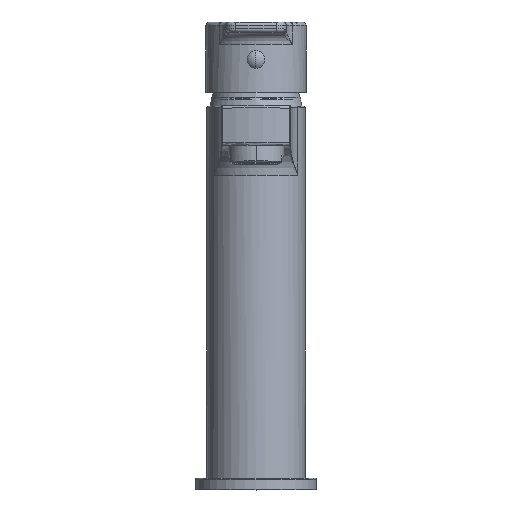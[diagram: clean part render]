
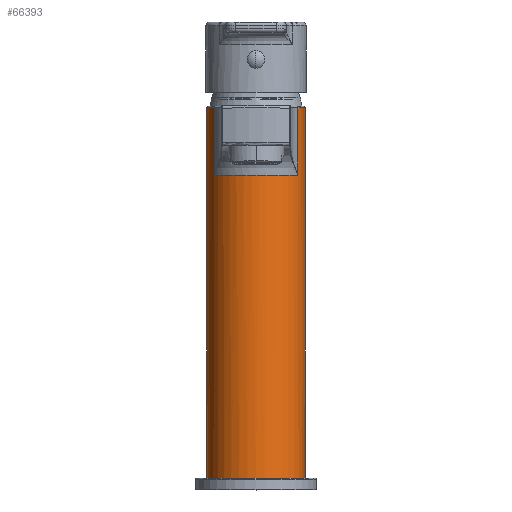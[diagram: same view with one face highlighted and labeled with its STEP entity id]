
A CAD part, top view. The second image highlights one B-rep face of the part: STEP entity #66393.
In plain terms, the highlighted cylindrical face has radius 21.1 mm (diameter 42.2 mm), a partial arc.
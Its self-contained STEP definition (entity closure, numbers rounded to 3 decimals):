
#18305=CARTESIAN_POINT('',(0.,1.,0.));
#18306=DIRECTION('',(0.,1.,0.));
#18307=DIRECTION('',(-1.,0.,0.));
#18308=AXIS2_PLACEMENT_3D('',#18305,#18306,#18307);
#18310=DIRECTION('',(0.,1.,0.));
#18311=VECTOR('',#18310,159.);
#18312=CARTESIAN_POINT('',(-21.1,1.,0.));
#18313=LINE('',#18312,#18311);
#18314=CARTESIAN_POINT('',(0.,160.,0.));
#18315=DIRECTION('',(0.,1.,0.));
#18316=DIRECTION('',(-1.,0.,0.));
#18317=AXIS2_PLACEMENT_3D('',#18314,#18315,#18316);
#18319=CARTESIAN_POINT('',(0.,160.,0.));
#18320=DIRECTION('',(0.,1.,0.));
#18321=DIRECTION('',(0.853,0.,0.521));
#18322=AXIS2_PLACEMENT_3D('',#18319,#18320,#18321);
#22874=DIRECTION('',(0.,1.,0.));
#22875=VECTOR('',#22874,159.);
#22876=CARTESIAN_POINT('',(21.1,1.,0.));
#22877=LINE('',#22876,#22875);
#23231=CARTESIAN_POINT('',(-18.006,131.,
11.));
#23233=DIRECTION('',(0.,1.,0.));
#23234=VECTOR('',#23233,29.);
#23235=CARTESIAN_POINT('',(-18.006,131.,
11.));
#23236=LINE('',#23235,#23234);
#23343=CARTESIAN_POINT('',(18.006,131.,11.));
#23363=CARTESIAN_POINT('',(18.006,131.,11.));
#23364=CARTESIAN_POINT('',(17.879,131.,11.208));
#23365=CARTESIAN_POINT('',(17.618,131.,11.619));
#23366=CARTESIAN_POINT('',(17.205,131.,12.222));
#23367=CARTESIAN_POINT('',(16.771,131.,12.811));
#23368=CARTESIAN_POINT('',(16.317,131.,13.385));
#23369=CARTESIAN_POINT('',(15.843,131.,13.942));
#23370=CARTESIAN_POINT('',(15.351,131.,14.483));
#23371=CARTESIAN_POINT('',(14.84,131.,15.006));
#23372=CARTESIAN_POINT('',(14.311,131.,15.511));
#23373=CARTESIAN_POINT('',(13.765,131.,15.998));
#23374=CARTESIAN_POINT('',(13.202,131.,16.465));
#23375=CARTESIAN_POINT('',(12.624,131.,16.913));
#23376=CARTESIAN_POINT('',(12.03,131.,17.34));
#23377=CARTESIAN_POINT('',(11.422,131.,17.746));
#23378=CARTESIAN_POINT('',(10.8,131.,18.131));
#23379=CARTESIAN_POINT('',(10.165,131.,18.495));
#23380=CARTESIAN_POINT('',(9.518,131.,18.836));
#23381=CARTESIAN_POINT('',(8.86,131.,19.154));
#23382=CARTESIAN_POINT('',(8.191,131.,19.45));
#23383=CARTESIAN_POINT('',(7.512,131.,19.722));
#23384=CARTESIAN_POINT('',(6.824,131.,19.971));
#23385=CARTESIAN_POINT('',(6.128,131.,20.195));
#23386=CARTESIAN_POINT('',(5.424,131.,20.395));
#23387=CARTESIAN_POINT('',(4.714,131.,20.571));
#23388=CARTESIAN_POINT('',(3.999,131.,20.722));
#23389=CARTESIAN_POINT('',(3.278,131.,20.848));
#23390=CARTESIAN_POINT('',(2.554,131.,20.949));
#23391=CARTESIAN_POINT('',(1.826,131.,21.025));
#23392=CARTESIAN_POINT('',(1.097,131.,21.076));
#23393=CARTESIAN_POINT('',(0.366,131.,21.101));
#23394=CARTESIAN_POINT('',(-0.366,131.,21.101));
#23395=CARTESIAN_POINT('',(-1.097,131.,21.076));
#23396=CARTESIAN_POINT('',(-1.826,131.,21.025));
#23397=CARTESIAN_POINT('',(-2.554,131.,20.949));
#23398=CARTESIAN_POINT('',(-3.278,131.,20.848));
#23399=CARTESIAN_POINT('',(-3.999,131.,20.722));
#23400=CARTESIAN_POINT('',(-4.714,131.,20.571));
#23401=CARTESIAN_POINT('',(-5.424,131.,20.395));
#23402=CARTESIAN_POINT('',(-6.128,131.,20.195));
#23403=CARTESIAN_POINT('',(-6.824,131.,19.971));
#23404=CARTESIAN_POINT('',(-7.512,131.,19.722));
#23405=CARTESIAN_POINT('',(-8.191,131.,19.45));
#23406=CARTESIAN_POINT('',(-8.86,131.,19.155));
#23407=CARTESIAN_POINT('',(-9.518,131.,18.836));
#23408=CARTESIAN_POINT('',(-10.165,131.,18.495));
#23409=CARTESIAN_POINT('',(-10.8,131.,18.132));
#23410=CARTESIAN_POINT('',(-11.422,131.,17.746));
#23411=CARTESIAN_POINT('',(-12.03,131.,17.34));
#23412=CARTESIAN_POINT('',(-12.623,131.,16.913));
#23413=CARTESIAN_POINT('',(-13.202,131.,16.465));
#23414=CARTESIAN_POINT('',(-13.764,131.,15.998));
#23415=CARTESIAN_POINT('',(-14.311,131.,15.511));
#23416=CARTESIAN_POINT('',(-14.839,131.,15.006));
#23417=CARTESIAN_POINT('',(-15.35,131.,14.483));
#23418=CARTESIAN_POINT('',(-15.843,131.,13.942));
#23419=CARTESIAN_POINT('',(-16.317,131.,13.385));
#23420=CARTESIAN_POINT('',(-16.771,131.,12.811));
#23421=CARTESIAN_POINT('',(-17.205,131.,12.223));
#23422=CARTESIAN_POINT('',(-17.618,131.,11.619));
#23423=CARTESIAN_POINT('',(-17.879,131.,11.207));
#23424=CARTESIAN_POINT('',(-18.006,131.,10.999));
#23794=DIRECTION('',(0.,-1.,0.));
#23795=VECTOR('',#23794,29.);
#23796=CARTESIAN_POINT('',(18.006,160.,11.));
#23797=LINE('',#23796,#23795);
#31314=VERTEX_POINT('',#23231);
#31322=VERTEX_POINT('',#23343);
#31343=CARTESIAN_POINT('',(18.006,160.,11.));
#31344=VERTEX_POINT('',#31343);
#31353=CARTESIAN_POINT('',(-18.006,160.,11.));
#31354=VERTEX_POINT('',#31353);
#31361=CARTESIAN_POINT('',(-21.1,160.,0.));
#31362=VERTEX_POINT('',#31361);
#31363=CARTESIAN_POINT('',(21.1,160.,0.));
#31364=VERTEX_POINT('',#31363);
#37540=CARTESIAN_POINT('',(21.1,1.,0.));
#37541=CARTESIAN_POINT('',(-21.1,1.,0.));
#37542=VERTEX_POINT('',#37540);
#37543=VERTEX_POINT('',#37541);
#66372=CARTESIAN_POINT('',(0.,0.,0.));
#66373=DIRECTION('',(0.,1.,0.));
#66374=DIRECTION('',(1.,0.,0.));
#66375=AXIS2_PLACEMENT_3D('',#66372,#66373,#66374);
#66376=CYLINDRICAL_SURFACE('',#66375,21.1);
#66378=ORIENTED_EDGE('',*,*,#66377,.F.);
#66380=ORIENTED_EDGE('',*,*,#66379,.T.);
#66381=ORIENTED_EDGE('',*,*,#66356,.T.);
#66383=ORIENTED_EDGE('',*,*,#66382,.F.);
#66385=ORIENTED_EDGE('',*,*,#66384,.F.);
#66387=ORIENTED_EDGE('',*,*,#66386,.F.);
#66388=ORIENTED_EDGE('',*,*,#66360,.T.);
#66390=ORIENTED_EDGE('',*,*,#66389,.F.);
#66391=EDGE_LOOP('',(#66378,#66380,#66381,#66383,#66385,#66387,#66388,#66390));
#66392=FACE_OUTER_BOUND('',#66391,.F.);
#66393=ADVANCED_FACE('',(#66392),#66376,.T.);
#18309=CIRCLE('',#18308,21.1);
#18318=CIRCLE('',#18317,21.1);
#18323=CIRCLE('',#18322,21.1);
#23425=B_SPLINE_CURVE_WITH_KNOTS('',3,(#23363,#23364,#23365,#23366,#23367,
#23368,#23369,#23370,#23371,#23372,#23373,#23374,#23375,#23376,#23377,#23378,
#23379,#23380,#23381,#23382,#23383,#23384,#23385,#23386,#23387,#23388,#23389,
#23390,#23391,#23392,#23393,#23394,#23395,#23396,#23397,#23398,#23399,#23400,
#23401,#23402,#23403,#23404,#23405,#23406,#23407,#23408,#23409,#23410,#23411,
#23412,#23413,#23414,#23415,#23416,#23417,#23418,#23419,#23420,#23421,#23422,
#23423,#23424),.UNSPECIFIED.,.F.,.F.,(4,1,1,1,1,1,1,1,1,1,1,1,1,1,1,1,1,1,1,1,1,
1,1,1,1,1,1,1,1,1,1,1,1,1,1,1,1,1,1,1,1,1,1,1,1,1,1,1,1,1,1,1,1,1,1,1,1,1,1,4),(
0.,0.017,0.034,0.051,0.068,
0.085,0.102,0.119,0.136,
0.153,0.169,0.186,0.203,
0.22,0.237,0.254,0.271,
0.288,0.305,0.322,0.339,
0.356,0.373,0.39,0.407,
0.424,0.441,0.458,0.475,
0.492,0.508,0.525,0.542,
0.559,0.576,0.593,0.61,
0.627,0.644,0.661,0.678,
0.695,0.712,0.729,0.746,
0.763,0.78,0.797,0.814,
0.831,0.847,0.864,0.881,
0.898,0.915,0.932,0.949,
0.966,0.983,1.),.UNSPECIFIED.);
#66356=EDGE_CURVE('',#31362,#31354,#18318,.T.);
#66360=EDGE_CURVE('',#31344,#31364,#18323,.T.);
#66377=EDGE_CURVE('',#37543,#37542,#18309,.T.);
#66379=EDGE_CURVE('',#37543,#31362,#18313,.T.);
#66382=EDGE_CURVE('',#31314,#31354,#23236,.T.);
#66384=EDGE_CURVE('',#31322,#31314,#23425,.T.);
#66386=EDGE_CURVE('',#31344,#31322,#23797,.T.);
#66389=EDGE_CURVE('',#37542,#31364,#22877,.T.);
